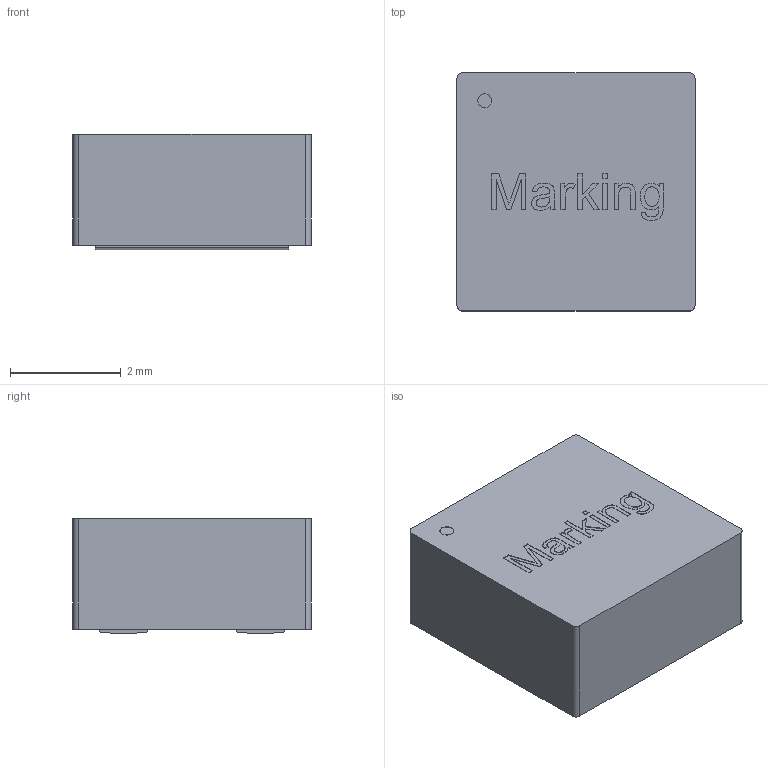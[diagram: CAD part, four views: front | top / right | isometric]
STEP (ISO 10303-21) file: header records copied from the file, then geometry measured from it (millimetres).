
FILE_DESCRIPTION( ('This file contains a STEP AP42 implementation' ,'as created by ZW3D STEP Interface translator.') ,'2;1' );
FILE_NAME( 'CSEB0420H.stp' ,'21 721.191942', (''), ('ZWCAD Software Co.'), 'Version 1.0', 'ZW3D to STEP translator', '' );
FILE_SCHEMA(('AUTOMOTIVE_DESIGN { 1 0 10303 214 1 1 1 1 }'));
Length unit declared in the file: millimetre
Products named in the file (2): 0; CSEB0420H
Bounding box: 4.3 x 4.3 x 2.08 mm (x, y, z)
Volume: 37.4 mm3; surface area: 72.2 mm2
Topology: 1 solids, 1 shells, 132 faces, 351 edges, 234 vertices
Faces by surface type: plane 81, bspline 41, cylinder 10
Full cylindrical faces by diameter (mm): 0.25 x1
Entity records: 4421 total; most frequent: CARTESIAN_POINT 1215, ORIENTED_EDGE 702, DIRECTION 473, EDGE_CURVE 351, VECTOR 249, LINE 249, VERTEX_POINT 234, EDGE_LOOP 145
